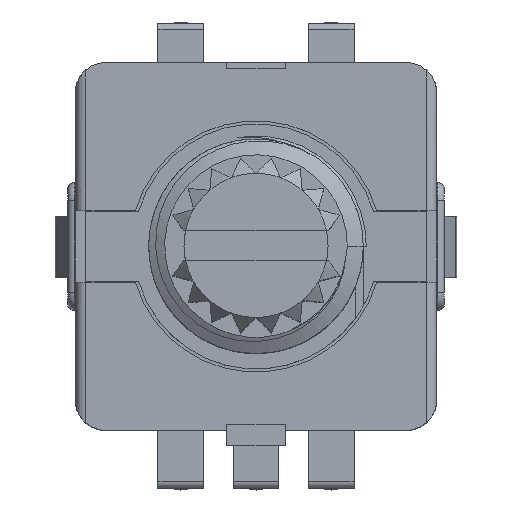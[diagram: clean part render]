
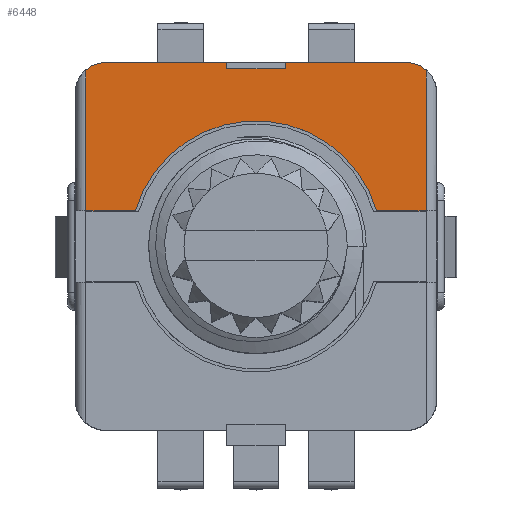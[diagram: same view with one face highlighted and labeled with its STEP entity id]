
A CAD part, top view. The second image highlights one B-rep face of the part: STEP entity #6448.
In plain terms, the highlighted planar face has unit normal (0, 0, 1).
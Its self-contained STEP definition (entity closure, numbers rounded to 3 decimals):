
#5738 = VERTEX_POINT('',#5739);
#5739 = CARTESIAN_POINT('',(-5.55,1.16,6.455));
#5746 = EDGE_CURVE('',#5738,#5747,#5749,.T.);
#5747 = VERTEX_POINT('',#5748);
#5748 = CARTESIAN_POINT('',(-5.55,5.76,6.455));
#5749 = LINE('',#5750,#5751);
#5750 = CARTESIAN_POINT('',(-5.55,-6.,6.455));
#5751 = VECTOR('',#5752,1.);
#5752 = DIRECTION('',(-0.,1.,0.));
#6361 = EDGE_CURVE('',#5738,#6362,#6364,.T.);
#6362 = VERTEX_POINT('',#6363);
#6363 = CARTESIAN_POINT('',(-3.932,1.16,6.455));
#6364 = LINE('',#6365,#6366);
#6365 = CARTESIAN_POINT('',(-7.,1.16,6.455));
#6366 = VECTOR('',#6367,1.);
#6367 = DIRECTION('',(1.,0.,0.));
#6418 = EDGE_CURVE('',#6419,#5747,#6421,.T.);
#6419 = VERTEX_POINT('',#6420);
#6420 = CARTESIAN_POINT('',(-4.9,6.,6.455));
#6421 = CIRCLE('',#6422,1.);
#6422 = AXIS2_PLACEMENT_3D('',#6423,#6424,#6425);
#6423 = CARTESIAN_POINT('',(-4.9,5.,6.455));
#6424 = DIRECTION('',(0.,0.,1.));
#6425 = DIRECTION('',(1.,0.,0.));
#6448 = ADVANCED_FACE('',(#6449),#6526,.F.);
#6449 = FACE_BOUND('',#6450,.F.);
#6450 = EDGE_LOOP('',(#6451,#6452,#6453,#6454,#6462,#6470,#6478,#6486,
    #6494,#6503,#6511,#6519));
#6451 = ORIENTED_EDGE('',*,*,#6361,.F.);
#6452 = ORIENTED_EDGE('',*,*,#5746,.T.);
#6453 = ORIENTED_EDGE('',*,*,#6418,.F.);
#6454 = ORIENTED_EDGE('',*,*,#6455,.T.);
#6455 = EDGE_CURVE('',#6419,#6456,#6458,.T.);
#6456 = VERTEX_POINT('',#6457);
#6457 = CARTESIAN_POINT('',(-0.953,6.,6.455));
#6458 = LINE('',#6459,#6460);
#6459 = CARTESIAN_POINT('',(-5.55,6.,6.455));
#6460 = VECTOR('',#6461,1.);
#6461 = DIRECTION('',(1.,0.,0.));
#6462 = ORIENTED_EDGE('',*,*,#6463,.T.);
#6463 = EDGE_CURVE('',#6456,#6464,#6466,.T.);
#6464 = VERTEX_POINT('',#6465);
#6465 = CARTESIAN_POINT('',(-0.953,5.795,6.455));
#6466 = LINE('',#6467,#6468);
#6467 = CARTESIAN_POINT('',(-0.953,6.,6.455));
#6468 = VECTOR('',#6469,1.);
#6469 = DIRECTION('',(0.,-1.,0.));
#6470 = ORIENTED_EDGE('',*,*,#6471,.T.);
#6471 = EDGE_CURVE('',#6464,#6472,#6474,.T.);
#6472 = VERTEX_POINT('',#6473);
#6473 = CARTESIAN_POINT('',(0.953,5.795,6.455));
#6474 = LINE('',#6475,#6476);
#6475 = CARTESIAN_POINT('',(-0.953,5.795,6.455));
#6476 = VECTOR('',#6477,1.);
#6477 = DIRECTION('',(1.,0.,0.));
#6478 = ORIENTED_EDGE('',*,*,#6479,.T.);
#6479 = EDGE_CURVE('',#6472,#6480,#6482,.T.);
#6480 = VERTEX_POINT('',#6481);
#6481 = CARTESIAN_POINT('',(0.953,6.,6.455));
#6482 = LINE('',#6483,#6484);
#6483 = CARTESIAN_POINT('',(0.953,5.795,6.455));
#6484 = VECTOR('',#6485,1.);
#6485 = DIRECTION('',(0.,1.,0.));
#6486 = ORIENTED_EDGE('',*,*,#6487,.T.);
#6487 = EDGE_CURVE('',#6480,#6488,#6490,.T.);
#6488 = VERTEX_POINT('',#6489);
#6489 = CARTESIAN_POINT('',(4.9,6.,6.455));
#6490 = LINE('',#6491,#6492);
#6491 = CARTESIAN_POINT('',(-5.55,6.,6.455));
#6492 = VECTOR('',#6493,1.);
#6493 = DIRECTION('',(1.,0.,0.));
#6494 = ORIENTED_EDGE('',*,*,#6495,.T.);
#6495 = EDGE_CURVE('',#6488,#6496,#6498,.T.);
#6496 = VERTEX_POINT('',#6497);
#6497 = CARTESIAN_POINT('',(5.55,5.76,6.455));
#6498 = CIRCLE('',#6499,1.);
#6499 = AXIS2_PLACEMENT_3D('',#6500,#6501,#6502);
#6500 = CARTESIAN_POINT('',(4.9,5.,6.455));
#6501 = DIRECTION('',(0.,0.,-1.));
#6502 = DIRECTION('',(-1.,0.,0.));
#6503 = ORIENTED_EDGE('',*,*,#6504,.F.);
#6504 = EDGE_CURVE('',#6505,#6496,#6507,.T.);
#6505 = VERTEX_POINT('',#6506);
#6506 = CARTESIAN_POINT('',(5.55,1.16,6.455));
#6507 = LINE('',#6508,#6509);
#6508 = CARTESIAN_POINT('',(5.55,-6.,6.455));
#6509 = VECTOR('',#6510,1.);
#6510 = DIRECTION('',(-0.,1.,0.));
#6511 = ORIENTED_EDGE('',*,*,#6512,.T.);
#6512 = EDGE_CURVE('',#6505,#6513,#6515,.T.);
#6513 = VERTEX_POINT('',#6514);
#6514 = CARTESIAN_POINT('',(3.932,1.16,6.455));
#6515 = LINE('',#6516,#6517);
#6516 = CARTESIAN_POINT('',(7.,1.16,6.455));
#6517 = VECTOR('',#6518,1.);
#6518 = DIRECTION('',(-1.,0.,0.));
#6519 = ORIENTED_EDGE('',*,*,#6520,.T.);
#6520 = EDGE_CURVE('',#6513,#6362,#6521,.T.);
#6521 = CIRCLE('',#6522,4.1);
#6522 = AXIS2_PLACEMENT_3D('',#6523,#6524,#6525);
#6523 = CARTESIAN_POINT('',(0.,0.,6.455));
#6524 = DIRECTION('',(0.,0.,1.));
#6525 = DIRECTION('',(-1.,0.,0.));
#6526 = PLANE('',#6527);
#6527 = AXIS2_PLACEMENT_3D('',#6528,#6529,#6530);
#6528 = CARTESIAN_POINT('',(-5.55,-6.,6.455));
#6529 = DIRECTION('',(0.,0.,-1.));
#6530 = DIRECTION('',(1.,0.,0.));
